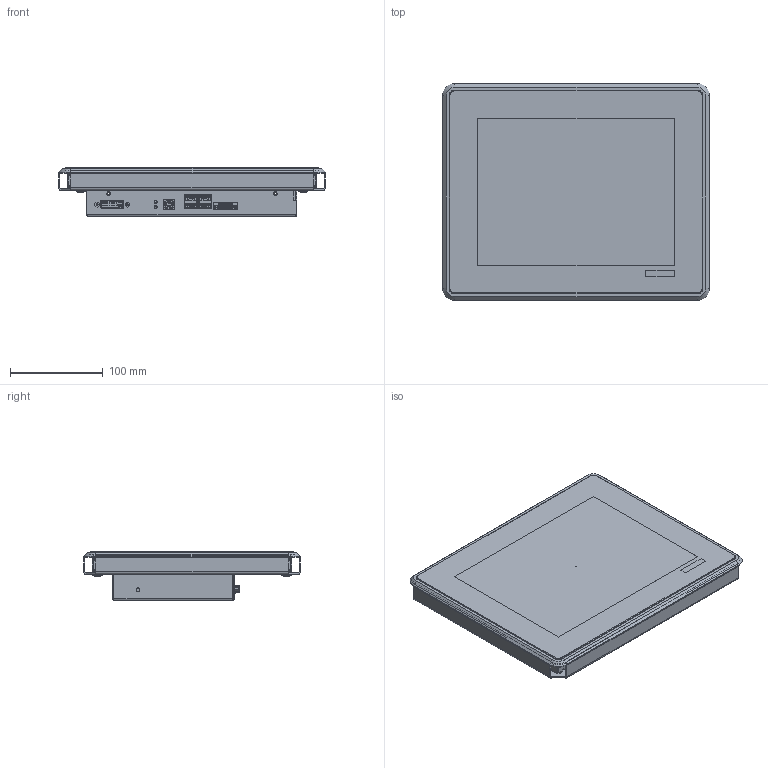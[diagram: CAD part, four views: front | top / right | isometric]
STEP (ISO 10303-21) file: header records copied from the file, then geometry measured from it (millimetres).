
FILE_DESCRIPTION((''),'2;1');
FILE_NAME('PROTOUCH Monitor - 10.4 Einbau.stp','2015-08-05T15:25:42',('PC107_User'),(''),'Autodesk Inventor 2013','Autodesk Inventor 2013','');
FILE_SCHEMA(('AUTOMOTIVE_DESIGN { 1 0 10303 214 1 1 1 1 }'));
Length unit declared in the file: millimetre
Products named in the file (3): PROTOUCH Monitor - 10.4 Einbau; TFT-PB104PU-A102E; MEC-FG1219
Assembly tree (2 placements, depth 2):
  PROTOUCH Monitor - 10.4 Einbau
    TFT-PB104PU-A102E
    MEC-FG1219
Bounding box: 288 x 234 x 52.5 mm (x, y, z)
Volume: 397229 mm3; surface area: 452138.8 mm2
Topology: 13 solids, 23 shells, 3179 faces, 8316 edges, 5370 vertices
Faces by surface type: plane 2388, cylinder 645, cone 96, torus 38, bspline 8, revolution 2, sphere 2
Full cylindrical faces by diameter (mm): 0.1 x1, 1.02 x4, 1.8 x3, 2.156 x2, 2.283 x2, 2.459 x10, 2.5 x2, 2.7 x2, 2.845 x4, 3 x22, 3.01 x1, 3.1 x1, 3.242 x4, 3.3 x2, 3.8 x10, 4 x9, 4.2 x2, 4.995 x6, 5 x8, 5.39 x6, 5.4 x6, 6.3 x4, 10 x4
Entity records: 97281 total; most frequent: CARTESIAN_POINT 17247, ORIENTED_EDGE 16120, DIRECTION 15777, EDGE_CURVE 8060, VECTOR 6413, LINE 6413, VERTEX_POINT 5319, AXIS2_PLACEMENT_3D 4681
